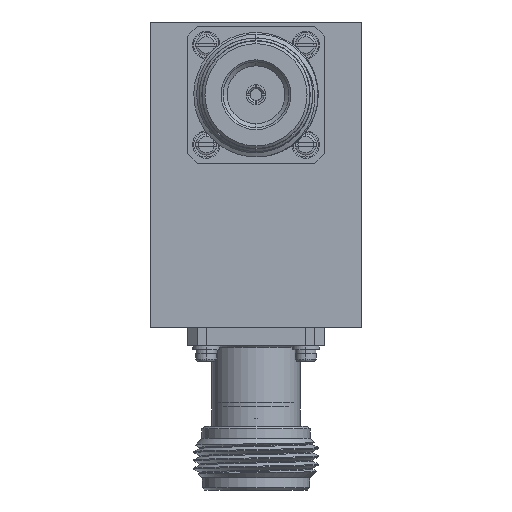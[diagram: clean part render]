
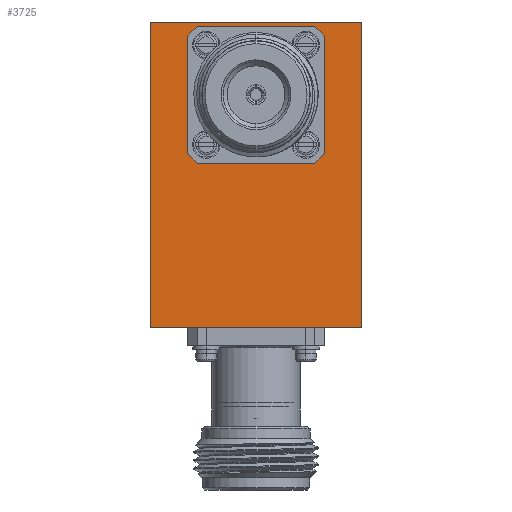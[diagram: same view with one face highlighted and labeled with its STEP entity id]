
A CAD part, left-side view. The second image highlights one B-rep face of the part: STEP entity #3725.
In plain terms, the highlighted planar face has unit normal (-1, 0, 0).
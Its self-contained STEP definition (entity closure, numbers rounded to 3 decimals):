
#103 = ORIENTED_EDGE ( 'NONE', *, *, #5870, .T. ) ;
#115 = EDGE_CURVE ( 'NONE', #1789, #4028, #2690, .T. ) ;
#399 = DIRECTION ( 'NONE',  ( 0., 0., 1. ) ) ;
#569 = CARTESIAN_POINT ( 'NONE',  ( -159., 13.5, 19.5 ) ) ;
#643 = VECTOR ( 'NONE', #2304, 1000. ) ;
#1789 = VERTEX_POINT ( 'NONE', #3664 ) ;
#1829 = PLANE ( 'NONE',  #2063 ) ;
#1888 = FACE_OUTER_BOUND ( 'NONE', #4951, .T. ) ;
#1953 = LINE ( 'NONE', #3831, #3038 ) ;
#1959 = CARTESIAN_POINT ( 'NONE',  ( -159., 13.5, -19.5 ) ) ;
#2063 = AXIS2_PLACEMENT_3D ( 'NONE', #4599, #2823, #2381 ) ;
#2162 = CARTESIAN_POINT ( 'NONE',  ( -159., -13.5, 19.5 ) ) ;
#2304 = DIRECTION ( 'NONE',  ( 0., 0., 1. ) ) ;
#2323 = VERTEX_POINT ( 'NONE', #3649 ) ;
#2381 = DIRECTION ( 'NONE',  ( 0., 0., -1. ) ) ;
#2420 = LINE ( 'NONE', #1959, #643 ) ;
#2690 = LINE ( 'NONE', #4519, #4157 ) ;
#2823 = DIRECTION ( 'NONE',  ( 1., 0., 0. ) ) ;
#2888 = ORIENTED_EDGE ( 'NONE', *, *, #4893, .F. ) ;
#3038 = VECTOR ( 'NONE', #3796, 1000. ) ;
#3415 = VECTOR ( 'NONE', #4617, 1000. ) ;
#3508 = VERTEX_POINT ( 'NONE', #569 ) ;
#3649 = CARTESIAN_POINT ( 'NONE',  ( -159., 13.5, -19.5 ) ) ;
#3664 = CARTESIAN_POINT ( 'NONE',  ( -159., -13.5, -19.5 ) ) ;
#3719 = CARTESIAN_POINT ( 'NONE',  ( -159., 13.5, -19.5 ) ) ;
#3725 = ADVANCED_FACE ( 'NONE', ( #1888 ), #1829, .F. ) ;
#3796 = DIRECTION ( 'NONE',  ( 0., -1., 0. ) ) ;
#3831 = CARTESIAN_POINT ( 'NONE',  ( -159., 13.5, 19.5 ) ) ;
#4028 = VERTEX_POINT ( 'NONE', #2162 ) ;
#4076 = ORIENTED_EDGE ( 'NONE', *, *, #115, .T. ) ;
#4157 = VECTOR ( 'NONE', #399, 1000. ) ;
#4241 = ORIENTED_EDGE ( 'NONE', *, *, #5045, .F. ) ;
#4519 = CARTESIAN_POINT ( 'NONE',  ( -159., -13.5, -19.5 ) ) ;
#4599 = CARTESIAN_POINT ( 'NONE',  ( -159., 13.5, -19.5 ) ) ;
#4617 = DIRECTION ( 'NONE',  ( 0., -1., 0. ) ) ;
#4893 = EDGE_CURVE ( 'NONE', #3508, #4028, #1953, .T. ) ;
#4951 = EDGE_LOOP ( 'NONE', ( #4076, #2888, #4241, #103 ) ) ;
#5045 = EDGE_CURVE ( 'NONE', #2323, #3508, #2420, .T. ) ;
#5642 = LINE ( 'NONE', #3719, #3415 ) ;
#5870 = EDGE_CURVE ( 'NONE', #2323, #1789, #5642, .T. ) ;
